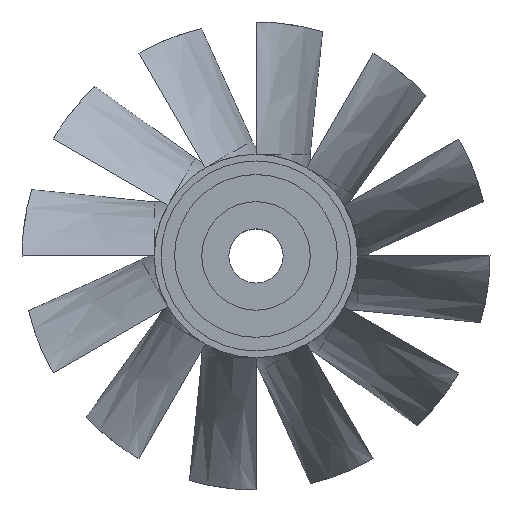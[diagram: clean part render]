
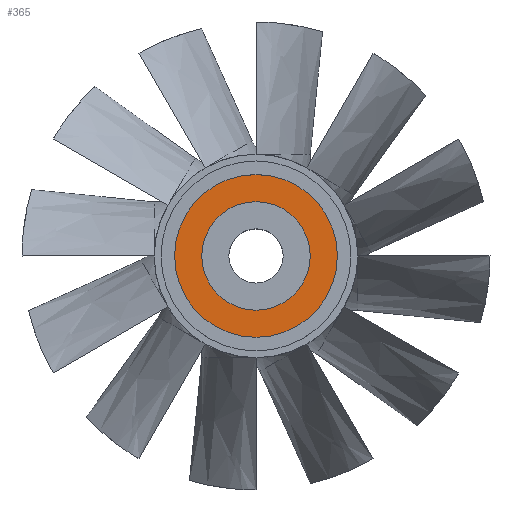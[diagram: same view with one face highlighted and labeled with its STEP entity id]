
A CAD part, top view. The second image highlights one B-rep face of the part: STEP entity #365.
In plain terms, the highlighted planar face has unit normal (0, 0, 1).
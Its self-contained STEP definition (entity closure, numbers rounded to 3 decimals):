
#365=ADVANCED_FACE('',(#1674,#1676),#1678,.F.);
#1674=FACE_BOUND('',#1675,.T.);
#1675=EDGE_LOOP('',(#2592));
#1676=FACE_BOUND('',#1677,.T.);
#1677=EDGE_LOOP('',(#2593));
#1678=PLANE('',#1679);
#1679=AXIS2_PLACEMENT_3D('',#1680,#1681,#1682);
#1680=CARTESIAN_POINT('',(0.,12.,-1.5));
#1681=DIRECTION('',(0.,0.,-1.));
#1682=DIRECTION('',(-1.,0.,0.));
#2592=ORIENTED_EDGE('',*,*,#2945,.T.);
#2593=ORIENTED_EDGE('',*,*,#2943,.F.);
#2943=EDGE_CURVE('',#3210,#3210,#3211,.T.);
#2945=EDGE_CURVE('',#3214,#3214,#3215,.T.);
#3210=VERTEX_POINT('',#3649);
#3211=CIRCLE('',#3650,8.);
#3214=VERTEX_POINT('',#3659);
#3215=CIRCLE('',#3660,12.);
#3649=CARTESIAN_POINT('',(8.,0.,-1.5));
#3650=AXIS2_PLACEMENT_3D('',#3651,#3652,#3653);
#3651=CARTESIAN_POINT('',(0.,0.,-1.5));
#3652=DIRECTION('',(-0.,-0.,1.));
#3653=DIRECTION('',(1.,0.,0.));
#3659=CARTESIAN_POINT('',(12.,0.,-1.5));
#3660=AXIS2_PLACEMENT_3D('',#3661,#3662,#3663);
#3661=CARTESIAN_POINT('',(0.,0.,-1.5));
#3662=DIRECTION('',(-0.,-0.,1.));
#3663=DIRECTION('',(-1.,0.,0.));
